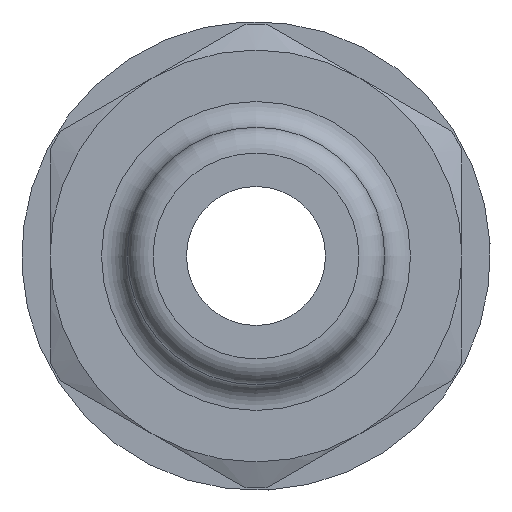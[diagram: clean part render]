
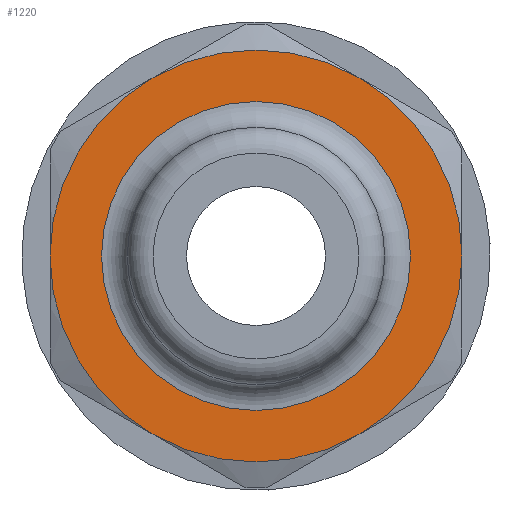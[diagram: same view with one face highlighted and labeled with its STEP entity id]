
A CAD part, left-side view. The second image highlights one B-rep face of the part: STEP entity #1220.
In plain terms, the highlighted planar face has unit normal (-1, 0, 0).
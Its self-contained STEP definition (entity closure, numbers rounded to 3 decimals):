
#137=CARTESIAN_POINT('',(10.0,2.,3.464));
#138=VERTEX_POINT('',#137);
#221=CARTESIAN_POINT('',(10.0,-2.,3.464));
#222=VERTEX_POINT('',#221);
#305=CARTESIAN_POINT('',(10.0,-4.,0.));
#306=VERTEX_POINT('',#305);
#389=CARTESIAN_POINT('',(10.0,-2.,-3.464));
#390=VERTEX_POINT('',#389);
#473=CARTESIAN_POINT('',(10.0,2.,-3.464));
#474=VERTEX_POINT('',#473);
#533=CARTESIAN_POINT('',(10.0,4.,0.0));
#534=VERTEX_POINT('',#533);
#535=CARTESIAN_POINT('',(10.0,0.0,0.0));
#536=DIRECTION('',(-1.0,0.0,0.0));
#537=DIRECTION('',(0.0,-1.0,0.0));
#538=AXIS2_PLACEMENT_3D('',#535,#536,#537);
#539=CIRCLE('',#538,4.0);
#540=EDGE_CURVE('',#534,#474,#539,.T.);
#573=CARTESIAN_POINT('',(10.0,0.0,0.0));
#574=DIRECTION('',(-1.0,0.0,0.0));
#575=DIRECTION('',(0.0,-1.0,0.0));
#576=AXIS2_PLACEMENT_3D('',#573,#574,#575);
#577=CIRCLE('',#576,4.0);
#578=EDGE_CURVE('',#474,#390,#577,.T.);
#597=CARTESIAN_POINT('',(10.0,0.0,0.0));
#598=DIRECTION('',(-1.0,0.0,0.0));
#599=DIRECTION('',(0.0,-1.0,0.0));
#600=AXIS2_PLACEMENT_3D('',#597,#598,#599);
#601=CIRCLE('',#600,4.0);
#602=EDGE_CURVE('',#390,#306,#601,.T.);
#621=CARTESIAN_POINT('',(10.0,0.0,0.0));
#622=DIRECTION('',(-1.0,0.0,0.0));
#623=DIRECTION('',(0.0,-1.0,0.0));
#624=AXIS2_PLACEMENT_3D('',#621,#622,#623);
#625=CIRCLE('',#624,4.0);
#626=EDGE_CURVE('',#306,#222,#625,.T.);
#667=CARTESIAN_POINT('',(10.0,0.0,0.0));
#668=DIRECTION('',(-1.0,0.0,0.0));
#669=DIRECTION('',(0.0,-1.0,0.0));
#670=AXIS2_PLACEMENT_3D('',#667,#668,#669);
#671=CIRCLE('',#670,4.0);
#672=EDGE_CURVE('',#138,#534,#671,.T.);
#683=CARTESIAN_POINT('',(10.0,0.0,0.0));
#684=DIRECTION('',(-1.0,0.0,0.0));
#685=DIRECTION('',(0.0,-1.0,0.0));
#686=AXIS2_PLACEMENT_3D('',#683,#684,#685);
#687=CIRCLE('',#686,4.0);
#688=EDGE_CURVE('',#222,#138,#687,.T.);
#1196=CARTESIAN_POINT('',(10.,-3.5,0.0));
#1197=DIRECTION('',(-1.0,0.0,0.0));
#1198=DIRECTION('',(0.0,0.0,1.0));
#1199=AXIS2_PLACEMENT_3D('',#1196,#1197,#1198);
#1200=PLANE('',#1199);
#1201=ORIENTED_EDGE('',*,*,#540,.T.);
#1202=ORIENTED_EDGE('',*,*,#578,.T.);
#1203=ORIENTED_EDGE('',*,*,#602,.T.);
#1204=ORIENTED_EDGE('',*,*,#626,.T.);
#1205=ORIENTED_EDGE('',*,*,#688,.T.);
#1206=ORIENTED_EDGE('',*,*,#672,.T.);
#1207=EDGE_LOOP('',(#1201,#1202,#1203,#1204,#1205,#1206));
#1208=FACE_OUTER_BOUND('',#1207,.T.);
#1209=CARTESIAN_POINT('',(10.,-3.,0.0));
#1210=VERTEX_POINT('',#1209);
#1211=CARTESIAN_POINT('',(10.0,0.0,0.0));
#1212=DIRECTION('',(-1.0,0.0,0.0));
#1213=DIRECTION('',(0.0,-1.0,0.0));
#1214=AXIS2_PLACEMENT_3D('',#1211,#1212,#1213);
#1215=CIRCLE('',#1214,3.);
#1216=EDGE_CURVE('',#1210,#1210,#1215,.T.);
#1217=ORIENTED_EDGE('',*,*,#1216,.F.);
#1218=EDGE_LOOP('',(#1217));
#1219=FACE_BOUND('',#1218,.T.);
#1220=ADVANCED_FACE('',(#1208,#1219),#1200,.T.);
